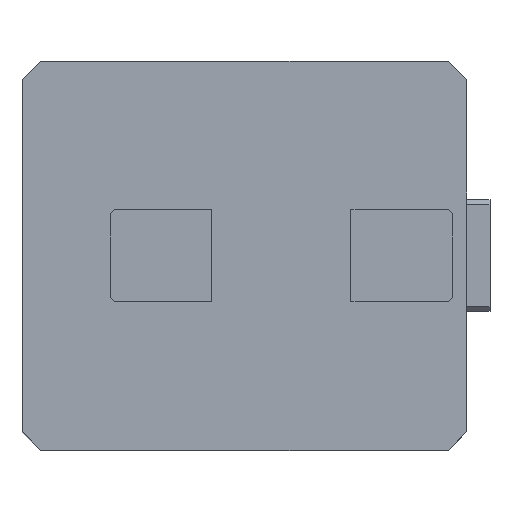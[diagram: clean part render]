
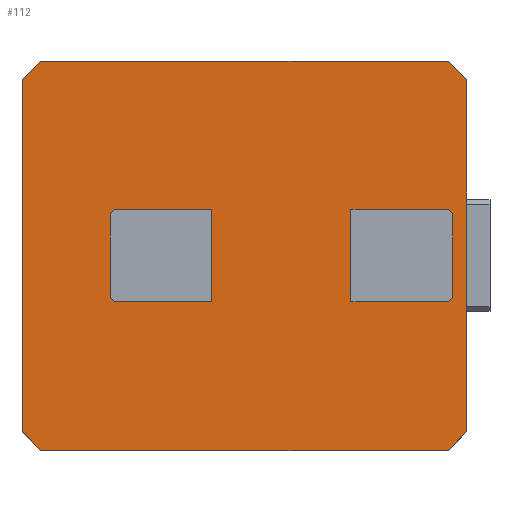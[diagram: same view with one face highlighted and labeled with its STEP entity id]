
A CAD part, top view. The second image highlights one B-rep face of the part: STEP entity #112.
In plain terms, the highlighted planar face has unit normal (0, 0, 1).
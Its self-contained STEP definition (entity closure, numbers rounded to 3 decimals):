
#52=FACE_BOUND('',#287,.T.);
#53=FACE_BOUND('',#288,.T.);
#54=FACE_BOUND('',#289,.T.);
#112=ADVANCED_FACE('',(#52,#53,#54),#173,.F.);
#173=PLANE('',#1229);
#287=EDGE_LOOP('',(#441,#442,#443,#444,#445,#446));
#288=EDGE_LOOP('',(#447,#448,#449,#450,#451,#452));
#289=EDGE_LOOP('',(#453,#454,#455,#456,#457,#458,#459,#460,#461,#462));
#441=ORIENTED_EDGE('',*,*,#817,.T.);
#442=ORIENTED_EDGE('',*,*,#818,.T.);
#443=ORIENTED_EDGE('',*,*,#819,.T.);
#444=ORIENTED_EDGE('',*,*,#820,.T.);
#445=ORIENTED_EDGE('',*,*,#821,.T.);
#446=ORIENTED_EDGE('',*,*,#822,.T.);
#447=ORIENTED_EDGE('',*,*,#823,.T.);
#448=ORIENTED_EDGE('',*,*,#824,.T.);
#449=ORIENTED_EDGE('',*,*,#825,.T.);
#450=ORIENTED_EDGE('',*,*,#826,.T.);
#451=ORIENTED_EDGE('',*,*,#827,.T.);
#452=ORIENTED_EDGE('',*,*,#828,.T.);
#453=ORIENTED_EDGE('',*,*,#750,.T.);
#454=ORIENTED_EDGE('',*,*,#829,.T.);
#455=ORIENTED_EDGE('',*,*,#754,.T.);
#456=ORIENTED_EDGE('',*,*,#830,.T.);
#457=ORIENTED_EDGE('',*,*,#831,.T.);
#458=ORIENTED_EDGE('',*,*,#832,.T.);
#459=ORIENTED_EDGE('',*,*,#833,.F.);
#460=ORIENTED_EDGE('',*,*,#759,.T.);
#461=ORIENTED_EDGE('',*,*,#834,.F.);
#462=ORIENTED_EDGE('',*,*,#835,.T.);
#645=VERTEX_POINT('',#1595);
#647=VERTEX_POINT('',#1598);
#650=VERTEX_POINT('',#1604);
#651=VERTEX_POINT('',#1606);
#655=VERTEX_POINT('',#1616);
#656=VERTEX_POINT('',#1617);
#700=VERTEX_POINT('',#1736);
#701=VERTEX_POINT('',#1737);
#702=VERTEX_POINT('',#1739);
#703=VERTEX_POINT('',#1741);
#704=VERTEX_POINT('',#1743);
#705=VERTEX_POINT('',#1745);
#706=VERTEX_POINT('',#1748);
#707=VERTEX_POINT('',#1749);
#708=VERTEX_POINT('',#1751);
#709=VERTEX_POINT('',#1753);
#710=VERTEX_POINT('',#1755);
#711=VERTEX_POINT('',#1757);
#712=VERTEX_POINT('',#1761);
#713=VERTEX_POINT('',#1763);
#714=VERTEX_POINT('',#1765);
#715=VERTEX_POINT('',#1768);
#750=EDGE_CURVE('',#647,#645,#902,.T.);
#754=EDGE_CURVE('',#651,#650,#906,.T.);
#759=EDGE_CURVE('',#655,#656,#911,.T.);
#817=EDGE_CURVE('',#700,#701,#952,.T.);
#818=EDGE_CURVE('',#701,#702,#953,.T.);
#819=EDGE_CURVE('',#702,#703,#954,.T.);
#820=EDGE_CURVE('',#703,#704,#955,.T.);
#821=EDGE_CURVE('',#704,#705,#956,.T.);
#822=EDGE_CURVE('',#705,#700,#957,.T.);
#823=EDGE_CURVE('',#706,#707,#958,.T.);
#824=EDGE_CURVE('',#707,#708,#959,.T.);
#825=EDGE_CURVE('',#708,#709,#960,.T.);
#826=EDGE_CURVE('',#709,#710,#961,.T.);
#827=EDGE_CURVE('',#710,#711,#962,.T.);
#828=EDGE_CURVE('',#711,#706,#963,.T.);
#829=EDGE_CURVE('',#645,#651,#964,.T.);
#830=EDGE_CURVE('',#650,#712,#965,.T.);
#831=EDGE_CURVE('',#712,#713,#966,.T.);
#832=EDGE_CURVE('',#713,#714,#967,.T.);
#833=EDGE_CURVE('',#655,#714,#968,.T.);
#834=EDGE_CURVE('',#715,#656,#969,.T.);
#835=EDGE_CURVE('',#715,#647,#970,.T.);
#902=LINE('',#1597,#1032);
#906=LINE('',#1605,#1036);
#911=LINE('',#1615,#1041);
#952=LINE('',#1735,#1082);
#953=LINE('',#1738,#1083);
#954=LINE('',#1740,#1084);
#955=LINE('',#1742,#1085);
#956=LINE('',#1744,#1086);
#957=LINE('',#1746,#1087);
#958=LINE('',#1747,#1088);
#959=LINE('',#1750,#1089);
#960=LINE('',#1752,#1090);
#961=LINE('',#1754,#1091);
#962=LINE('',#1756,#1092);
#963=LINE('',#1758,#1093);
#964=LINE('',#1759,#1094);
#965=LINE('',#1760,#1095);
#966=LINE('',#1762,#1096);
#967=LINE('',#1764,#1097);
#968=LINE('',#1766,#1098);
#969=LINE('',#1767,#1099);
#970=LINE('',#1769,#1100);
#1032=VECTOR('',#1288,1.);
#1036=VECTOR('',#1292,1.);
#1041=VECTOR('',#1299,1.);
#1082=VECTOR('',#1408,1.);
#1083=VECTOR('',#1409,1.);
#1084=VECTOR('',#1410,1.);
#1085=VECTOR('',#1411,1.);
#1086=VECTOR('',#1412,1.);
#1087=VECTOR('',#1413,1.);
#1088=VECTOR('',#1414,1.);
#1089=VECTOR('',#1415,1.);
#1090=VECTOR('',#1416,1.);
#1091=VECTOR('',#1417,1.);
#1092=VECTOR('',#1418,1.);
#1093=VECTOR('',#1419,1.);
#1094=VECTOR('',#1420,1.);
#1095=VECTOR('',#1421,1.);
#1096=VECTOR('',#1422,1.);
#1097=VECTOR('',#1423,1.);
#1098=VECTOR('',#1424,1.);
#1099=VECTOR('',#1425,1.);
#1100=VECTOR('',#1426,1.);
#1229=AXIS2_PLACEMENT_3D('',#1770,#1427,#1428);
#1288=DIRECTION('',(0.,1.,0.));
#1292=DIRECTION('',(0.,1.,0.));
#1299=DIRECTION('',(0.707,-0.707,0.));
#1408=DIRECTION('',(0.707,0.707,0.));
#1409=DIRECTION('',(1.,0.,0.));
#1410=DIRECTION('',(0.,-1.,0.));
#1411=DIRECTION('',(-1.,0.,0.));
#1412=DIRECTION('',(-0.707,0.707,0.));
#1413=DIRECTION('',(0.,1.,0.));
#1414=DIRECTION('',(0.,-1.,0.));
#1415=DIRECTION('',(-0.707,-0.707,0.));
#1416=DIRECTION('',(-1.,0.,0.));
#1417=DIRECTION('',(0.,1.,0.));
#1418=DIRECTION('',(1.,0.,0.));
#1419=DIRECTION('',(0.707,-0.707,0.));
#1420=DIRECTION('',(0.,1.,0.));
#1421=DIRECTION('',(-0.707,0.707,0.));
#1422=DIRECTION('',(-1.,0.,0.));
#1423=DIRECTION('',(-0.707,-0.707,0.));
#1424=DIRECTION('',(0.,1.,0.));
#1425=DIRECTION('',(-1.,0.,0.));
#1426=DIRECTION('',(0.707,0.707,0.));
#1427=DIRECTION('',(0.,0.,-1.));
#1428=DIRECTION('',(-1.,0.,0.));
#1595=CARTESIAN_POINT('',(0.,-12.,0.));
#1597=CARTESIAN_POINT('',(0.,-42.,0.));
#1598=CARTESIAN_POINT('',(0.,-38.,0.));
#1604=CARTESIAN_POINT('',(0.,38.,0.));
#1605=CARTESIAN_POINT('',(0.,-42.,0.));
#1606=CARTESIAN_POINT('',(0.,12.,0.));
#1615=CARTESIAN_POINT('',(-92.,-42.,0.));
#1616=CARTESIAN_POINT('',(-96.,-38.,0.));
#1617=CARTESIAN_POINT('',(-92.,-42.,0.));
#1735=CARTESIAN_POINT('',(-77.,9.,0.));
#1736=CARTESIAN_POINT('',(-77.,9.,0.));
#1737=CARTESIAN_POINT('',(-76.,10.,0.));
#1738=CARTESIAN_POINT('',(-76.,10.,0.));
#1739=CARTESIAN_POINT('',(-55.,10.,0.));
#1740=CARTESIAN_POINT('',(-55.,10.,0.));
#1741=CARTESIAN_POINT('',(-55.,-10.,0.));
#1742=CARTESIAN_POINT('',(-55.,-10.,0.));
#1743=CARTESIAN_POINT('',(-76.,-10.,0.));
#1744=CARTESIAN_POINT('',(-76.,-10.,0.));
#1745=CARTESIAN_POINT('',(-77.,-9.,0.));
#1746=CARTESIAN_POINT('',(-77.,-9.,0.));
#1747=CARTESIAN_POINT('',(-3.,9.,0.));
#1748=CARTESIAN_POINT('',(-3.,9.,0.));
#1749=CARTESIAN_POINT('',(-3.,-9.,0.));
#1750=CARTESIAN_POINT('',(-3.,-9.,0.));
#1751=CARTESIAN_POINT('',(-4.,-10.,0.));
#1752=CARTESIAN_POINT('',(-4.,-10.,0.));
#1753=CARTESIAN_POINT('',(-25.,-10.,0.));
#1754=CARTESIAN_POINT('',(-25.,-10.,0.));
#1755=CARTESIAN_POINT('',(-25.,10.,0.));
#1756=CARTESIAN_POINT('',(-25.,10.,0.));
#1757=CARTESIAN_POINT('',(-4.,10.,0.));
#1758=CARTESIAN_POINT('',(-4.,10.,0.));
#1759=CARTESIAN_POINT('',(0.,-42.,0.));
#1760=CARTESIAN_POINT('',(0.,38.,0.));
#1761=CARTESIAN_POINT('',(-4.,42.,0.));
#1762=CARTESIAN_POINT('',(-96.,42.,0.));
#1763=CARTESIAN_POINT('',(-92.,42.,0.));
#1764=CARTESIAN_POINT('',(-96.,38.,0.));
#1765=CARTESIAN_POINT('',(-96.,38.,0.));
#1766=CARTESIAN_POINT('',(-96.,-42.,0.));
#1767=CARTESIAN_POINT('',(-96.,-42.,0.));
#1768=CARTESIAN_POINT('',(-4.,-42.,0.));
#1769=CARTESIAN_POINT('',(-4.,-42.,0.));
#1770=CARTESIAN_POINT('',(-96.,-42.,0.));
